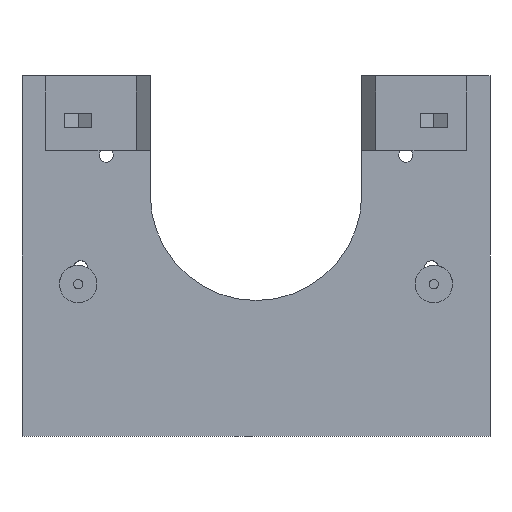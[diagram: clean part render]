
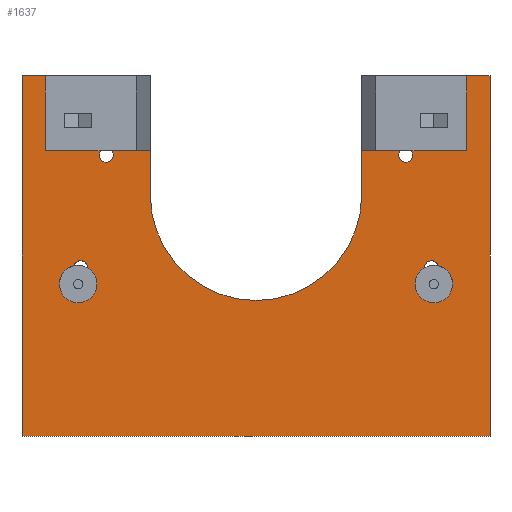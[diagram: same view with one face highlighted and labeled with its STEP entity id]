
A CAD part, front view. The second image highlights one B-rep face of the part: STEP entity #1637.
In plain terms, the highlighted planar face has unit normal (0, -1, 0).
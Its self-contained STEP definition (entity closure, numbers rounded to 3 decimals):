
#22=FACE_BOUND('',#516,.T.);
#23=FACE_BOUND('',#517,.T.);
#24=FACE_BOUND('',#518,.T.);
#25=FACE_BOUND('',#519,.T.);
#63=LINE('',#2434,#225);
#64=LINE('',#2438,#226);
#65=LINE('',#2440,#227);
#66=LINE('',#2442,#228);
#67=LINE('',#2444,#229);
#68=LINE('',#2446,#230);
#69=LINE('',#2447,#231);
#225=VECTOR('',#1943,10.);
#226=VECTOR('',#1946,10.);
#227=VECTOR('',#1947,10.);
#228=VECTOR('',#1948,10.);
#229=VECTOR('',#1949,10.);
#230=VECTOR('',#1950,10.);
#231=VECTOR('',#1951,10.);
#414=FACE_OUTER_BOUND('',#515,.T.);
#515=EDGE_LOOP('',(#1114,#1115,#1116,#1117,#1118,#1119,#1120,#1121));
#516=EDGE_LOOP('',(#1122));
#517=EDGE_LOOP('',(#1123));
#518=EDGE_LOOP('',(#1124,#1125,#1126));
#519=EDGE_LOOP('',(#1127,#1128,#1129,#1130));
#655=CIRCLE('',#1757,4.);
#656=CIRCLE('',#1758,4.);
#657=CIRCLE('',#1761,22.6);
#658=CIRCLE('',#1762,1.5);
#659=CIRCLE('',#1763,1.5);
#660=CIRCLE('',#1764,4.);
#661=CIRCLE('',#1765,4.);
#662=CIRCLE('',#1766,1.5);
#663=CIRCLE('',#1767,1.5);
#664=CIRCLE('',#1768,1.5);
#718=VERTEX_POINT('',#2413);
#719=VERTEX_POINT('',#2414);
#723=VERTEX_POINT('',#2426);
#724=VERTEX_POINT('',#2432);
#725=VERTEX_POINT('',#2433);
#726=VERTEX_POINT('',#2435);
#727=VERTEX_POINT('',#2437);
#728=VERTEX_POINT('',#2439);
#729=VERTEX_POINT('',#2441);
#730=VERTEX_POINT('',#2443);
#731=VERTEX_POINT('',#2445);
#732=VERTEX_POINT('',#2448);
#733=VERTEX_POINT('',#2450);
#734=VERTEX_POINT('',#2452);
#735=VERTEX_POINT('',#2453);
#736=VERTEX_POINT('',#2455);
#737=VERTEX_POINT('',#2458);
#877=EDGE_CURVE('',#718,#723,#655,.T.);
#878=EDGE_CURVE('',#723,#719,#656,.T.);
#879=EDGE_CURVE('',#724,#725,#63,.T.);
#880=EDGE_CURVE('',#725,#726,#657,.T.);
#881=EDGE_CURVE('',#726,#727,#64,.T.);
#882=EDGE_CURVE('',#727,#728,#65,.T.);
#883=EDGE_CURVE('',#728,#729,#66,.T.);
#884=EDGE_CURVE('',#729,#730,#67,.T.);
#885=EDGE_CURVE('',#730,#731,#68,.T.);
#886=EDGE_CURVE('',#731,#724,#69,.T.);
#887=EDGE_CURVE('',#732,#732,#658,.T.);
#888=EDGE_CURVE('',#733,#733,#659,.T.);
#889=EDGE_CURVE('',#734,#735,#660,.T.);
#890=EDGE_CURVE('',#735,#736,#661,.T.);
#891=EDGE_CURVE('',#736,#734,#662,.T.);
#892=EDGE_CURVE('',#719,#737,#663,.T.);
#893=EDGE_CURVE('',#737,#718,#664,.T.);
#1114=ORIENTED_EDGE('',*,*,#879,.T.);
#1115=ORIENTED_EDGE('',*,*,#880,.T.);
#1116=ORIENTED_EDGE('',*,*,#881,.T.);
#1117=ORIENTED_EDGE('',*,*,#882,.T.);
#1118=ORIENTED_EDGE('',*,*,#883,.T.);
#1119=ORIENTED_EDGE('',*,*,#884,.T.);
#1120=ORIENTED_EDGE('',*,*,#885,.T.);
#1121=ORIENTED_EDGE('',*,*,#886,.T.);
#1122=ORIENTED_EDGE('',*,*,#887,.T.);
#1123=ORIENTED_EDGE('',*,*,#888,.T.);
#1124=ORIENTED_EDGE('',*,*,#889,.T.);
#1125=ORIENTED_EDGE('',*,*,#890,.T.);
#1126=ORIENTED_EDGE('',*,*,#891,.T.);
#1127=ORIENTED_EDGE('',*,*,#877,.T.);
#1128=ORIENTED_EDGE('',*,*,#878,.T.);
#1129=ORIENTED_EDGE('',*,*,#892,.T.);
#1130=ORIENTED_EDGE('',*,*,#893,.T.);
#1562=PLANE('',#1760);
#1637=ADVANCED_FACE('',(#414,#22,#23,#24,#25),#1562,.T.);
#1757=AXIS2_PLACEMENT_3D('',#2428,#1935,#1936);
#1758=AXIS2_PLACEMENT_3D('',#2429,#1937,#1938);
#1760=AXIS2_PLACEMENT_3D('',#2431,#1941,#1942);
#1761=AXIS2_PLACEMENT_3D('',#2436,#1944,#1945);
#1762=AXIS2_PLACEMENT_3D('',#2449,#1952,#1953);
#1763=AXIS2_PLACEMENT_3D('',#2451,#1954,#1955);
#1764=AXIS2_PLACEMENT_3D('',#2454,#1956,#1957);
#1765=AXIS2_PLACEMENT_3D('',#2456,#1958,#1959);
#1766=AXIS2_PLACEMENT_3D('',#2457,#1960,#1961);
#1767=AXIS2_PLACEMENT_3D('',#2459,#1962,#1963);
#1768=AXIS2_PLACEMENT_3D('',#2460,#1964,#1965);
#1935=DIRECTION('center_axis',(0.,1.,0.));
#1936=DIRECTION('ref_axis',(-1.,0.,0.));
#1937=DIRECTION('center_axis',(0.,1.,0.));
#1938=DIRECTION('ref_axis',(-1.,0.,0.));
#1941=DIRECTION('center_axis',(0.,-1.,0.));
#1942=DIRECTION('ref_axis',(1.,0.,0.));
#1943=DIRECTION('',(0.,0.,-1.));
#1944=DIRECTION('center_axis',(0.,1.,0.));
#1945=DIRECTION('ref_axis',(-1.,0.,0.));
#1946=DIRECTION('',(0.,0.,1.));
#1947=DIRECTION('',(-1.,0.,0.));
#1948=DIRECTION('',(0.,0.,-1.));
#1949=DIRECTION('',(1.,0.,0.));
#1950=DIRECTION('',(0.,0.,1.));
#1951=DIRECTION('',(-1.,0.,0.));
#1952=DIRECTION('center_axis',(0.,1.,0.));
#1953=DIRECTION('ref_axis',(1.,0.,0.));
#1954=DIRECTION('center_axis',(0.,1.,0.));
#1955=DIRECTION('ref_axis',(1.,0.,0.));
#1956=DIRECTION('center_axis',(0.,1.,0.));
#1957=DIRECTION('ref_axis',(1.,0.,0.));
#1958=DIRECTION('center_axis',(0.,1.,0.));
#1959=DIRECTION('ref_axis',(1.,0.,0.));
#1960=DIRECTION('center_axis',(0.,1.,0.));
#1961=DIRECTION('ref_axis',(1.,0.,0.));
#1962=DIRECTION('center_axis',(0.,1.,0.));
#1963=DIRECTION('ref_axis',(1.,0.,0.));
#1964=DIRECTION('center_axis',(0.,1.,0.));
#1965=DIRECTION('ref_axis',(1.,0.,0.));
#2413=CARTESIAN_POINT('',(115.95,-16.8,-51.614));
#2414=CARTESIAN_POINT('',(113.,-16.8,-52.036));
#2426=CARTESIAN_POINT('',(119.,-16.8,-55.5));
#2428=CARTESIAN_POINT('Origin',(115.,-16.8,-55.5));
#2429=CARTESIAN_POINT('Origin',(115.,-16.8,-55.5));
#2431=CARTESIAN_POINT('Origin',(77.,-16.8,-49.5));
#2432=CARTESIAN_POINT('',(99.6,-16.8,-11.));
#2433=CARTESIAN_POINT('',(99.6,-16.8,-36.4));
#2434=CARTESIAN_POINT('',(99.6,-16.8,-30.25));
#2435=CARTESIAN_POINT('',(54.4,-16.8,-36.4));
#2436=CARTESIAN_POINT('Origin',(77.,-16.8,-36.4));
#2437=CARTESIAN_POINT('',(54.4,-16.8,-11.));
#2438=CARTESIAN_POINT('',(54.4,-16.8,-42.95));
#2439=CARTESIAN_POINT('',(27.,-16.8,-11.));
#2440=CARTESIAN_POINT('',(27.,-16.8,-11.));
#2441=CARTESIAN_POINT('',(27.,-16.8,-88.));
#2442=CARTESIAN_POINT('',(27.,-16.8,-88.));
#2443=CARTESIAN_POINT('',(127.,-16.8,-88.));
#2444=CARTESIAN_POINT('',(127.,-16.8,-88.));
#2445=CARTESIAN_POINT('',(127.,-16.8,-11.));
#2446=CARTESIAN_POINT('',(127.,-16.8,-11.));
#2447=CARTESIAN_POINT('',(27.,-16.8,-11.));
#2448=CARTESIAN_POINT('',(107.5,-16.8,-28.));
#2449=CARTESIAN_POINT('Origin',(109.,-16.8,-28.));
#2450=CARTESIAN_POINT('',(43.5,-16.8,-28.));
#2451=CARTESIAN_POINT('Origin',(45.,-16.8,-28.));
#2452=CARTESIAN_POINT('',(41.,-16.8,-52.036));
#2453=CARTESIAN_POINT('',(35.,-16.8,-55.5));
#2454=CARTESIAN_POINT('Origin',(39.,-16.8,-55.5));
#2455=CARTESIAN_POINT('',(38.05,-16.8,-51.614));
#2456=CARTESIAN_POINT('Origin',(39.,-16.8,-55.5));
#2457=CARTESIAN_POINT('Origin',(39.5,-16.8,-52.));
#2458=CARTESIAN_POINT('',(113.,-16.8,-52.));
#2459=CARTESIAN_POINT('Origin',(114.5,-16.8,-52.));
#2460=CARTESIAN_POINT('Origin',(114.5,-16.8,-52.));
